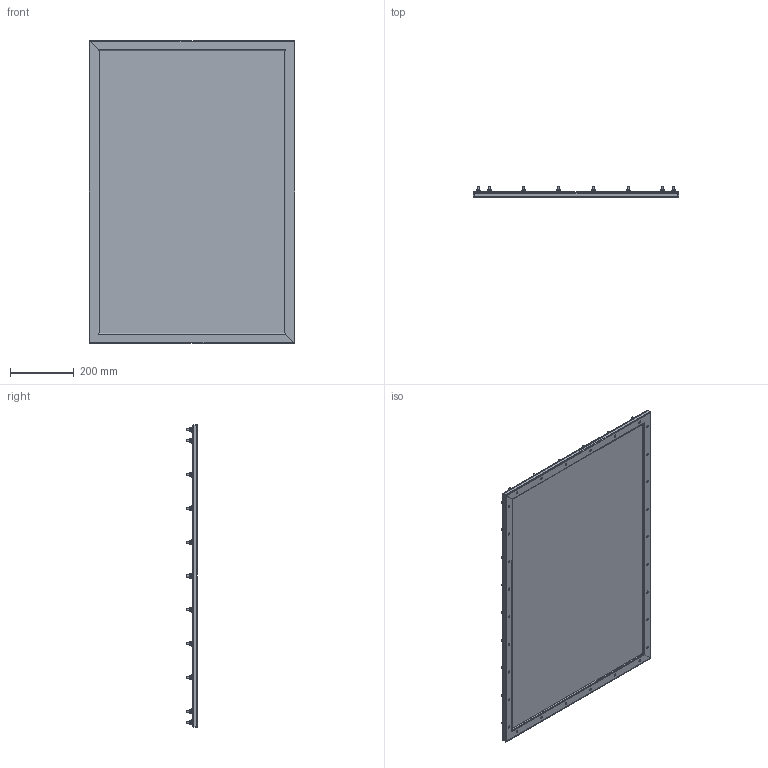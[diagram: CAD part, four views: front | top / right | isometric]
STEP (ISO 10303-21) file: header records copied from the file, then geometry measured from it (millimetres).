
FILE_DESCRIPTION( ( 'Unknown' ), '1' );
FILE_NAME( 'AWK3523.stp', 'Unknown', ( 'Unknown' ), ( 'Unknown' ), 'PSStep 16.0.42', 'Unknown', ' ' );
FILE_SCHEMA( ( 'AUTOMOTIVE_DESIGN { 1 0 10303 214 1 1 1 1 }' ) );
Length unit declared in the file: millimetre
Products named in the file (10): AWK3523_L; AWK3523; 0.250-20 x 1.250 AC_CD 201-008-808; Assem1; HN_0.2500; FW_0.2500; LW_0.250; AWK3523_GASKET; AWK3523-PR; AWK3523_LEXAN
Assembly tree (111 placements, depth 3):
  Assem1
    HN_0.2500  x30
    FW_0.2500  x30
    LW_0.250  x30
    AWK3523_GASKET
    AWK3523-PR
    AWK3523_LEXAN
    AWK3523_L  x2
      AWK3523
      0.250-20 x 1.250 AC_CD 201-008-808
Bounding box: 647.7 x 33.66 x 952.5 mm (x, y, z)
Volume: 4985535.4 mm3; surface area: 1892360 mm2
Topology: 125 solids, 125 shells, 4360 faces, 10212 edges, 6792 vertices
Faces by surface type: plane 3004, extrusion 840, cylinder 346, cone 150, bspline 20
Full cylindrical faces by diameter (mm): 0.508 x30, 3.023 x30, 3.175 x30, 6.35 x60, 7.137 x30, 7.798 x30, 9.525 x30, 15.875 x30
Entity records: 85240 total; most frequent: CARTESIAN_POINT 34088, ORIENTED_EDGE 8266, DIRECTION 5000, EDGE_CURVE 4133, B_SPLINE_CURVE_WITH_KNOTS 3037, VERTEX_POINT 2853, EDGE_LOOP 2320, FACE_OUTER_BOUND 1930
